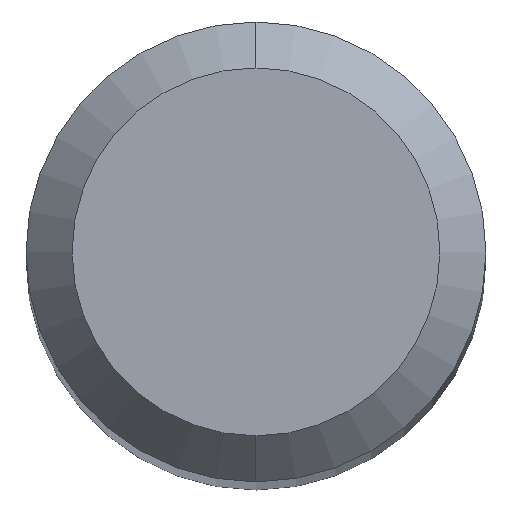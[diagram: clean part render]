
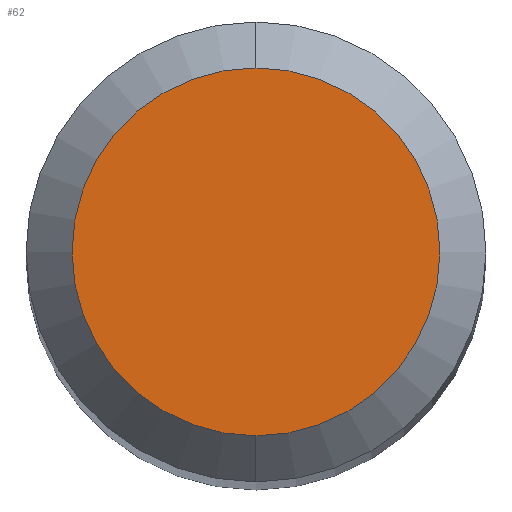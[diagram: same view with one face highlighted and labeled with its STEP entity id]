
A CAD part, top view. The second image highlights one B-rep face of the part: STEP entity #62.
In plain terms, the highlighted planar face has unit normal (0, 0, 1).
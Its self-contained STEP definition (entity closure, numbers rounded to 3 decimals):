
#62=ADVANCED_FACE('',(#135),#136,.T.);
#135=FACE_OUTER_BOUND('',#218,.T.);
#136=PLANE('',#219);
#218=EDGE_LOOP('',(#314,#315));
#219=AXIS2_PLACEMENT_3D('',#316,#317,#318);
#314=ORIENTED_EDGE('',*,*,#451,.F.);
#315=ORIENTED_EDGE('',*,*,#454,.F.);
#316=CARTESIAN_POINT('',(0.,0.8,28.0));
#317=DIRECTION('',(0.,0.0,1.0));
#318=DIRECTION('',(0.0,-1.0,0.0));
#451=EDGE_CURVE('',#534,#536,#537,.T.);
#454=EDGE_CURVE('',#536,#534,#540,.T.);
#534=VERTEX_POINT('',#620);
#536=VERTEX_POINT('',#623);
#537=CIRCLE('',#624,1.6);
#540=CIRCLE('',#628,1.6);
#620=CARTESIAN_POINT('',(0.,1.6,28.0));
#623=CARTESIAN_POINT('',(0.,-1.6,28.0));
#624=AXIS2_PLACEMENT_3D('',#702,#703,#704);
#628=AXIS2_PLACEMENT_3D('',#706,#707,#708);
#702=CARTESIAN_POINT('',(0.,0.0,28.0));
#703=DIRECTION('',(0.,0.0,-1.0));
#704=DIRECTION('',(0.0,1.0,0.0));
#706=CARTESIAN_POINT('',(0.,0.0,28.0));
#707=DIRECTION('',(0.,0.0,-1.0));
#708=DIRECTION('',(0.0,1.0,0.0));
